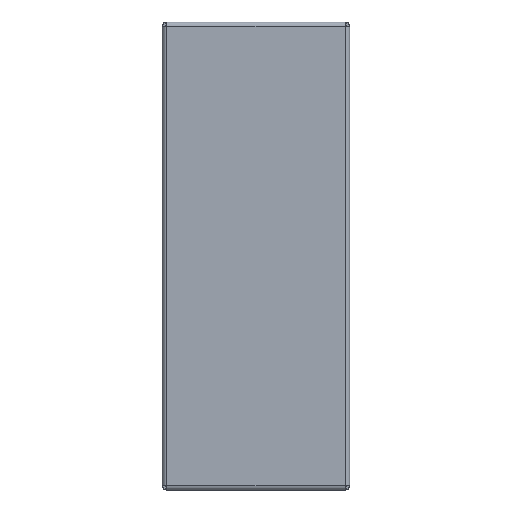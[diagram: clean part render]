
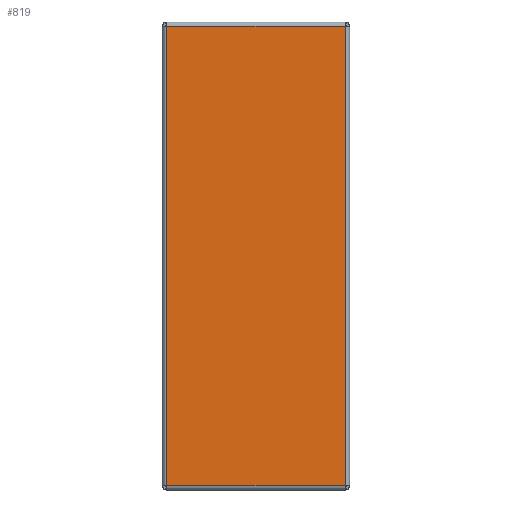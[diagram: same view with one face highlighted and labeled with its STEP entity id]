
A CAD part, front view. The second image highlights one B-rep face of the part: STEP entity #819.
In plain terms, the highlighted planar face has unit normal (0, -1, 0).
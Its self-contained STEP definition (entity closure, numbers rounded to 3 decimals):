
#819 = ADVANCED_FACE( '', ( #1683 ), #1684, .T. );
#1683 = FACE_OUTER_BOUND( '', #9978, .T. );
#1684 = PLANE( '', #9979 );
#9978 = EDGE_LOOP( '', ( #12473, #12474, #12475, #12476 ) );
#9979 = AXIS2_PLACEMENT_3D( '', #12477, #12478, #12479 );
#12473 = ORIENTED_EDGE( '', *, *, #12777, .T. );
#12474 = ORIENTED_EDGE( '', *, *, #13260, .T. );
#12475 = ORIENTED_EDGE( '', *, *, #12973, .T. );
#12476 = ORIENTED_EDGE( '', *, *, #13065, .T. );
#12477 = CARTESIAN_POINT( '', ( 0., 0., 0. ) );
#12478 = DIRECTION( '', ( 0., -1., 0. ) );
#12479 = DIRECTION( '', ( 0., 0., -1. ) );
#12777 = EDGE_CURVE( '', #13716, #13720, #13722, .T. );
#12973 = EDGE_CURVE( '', #13816, #13737, #14024, .T. );
#13065 = EDGE_CURVE( '', #13737, #13716, #14148, .T. );
#13260 = EDGE_CURVE( '', #13720, #13816, #14397, .T. );
#13716 = VERTEX_POINT( '', #15190 );
#13720 = VERTEX_POINT( '', #15206 );
#13722 = LINE( '', #15217, #15218 );
#13737 = VERTEX_POINT( '', #15242 );
#13816 = VERTEX_POINT( '', #15428 );
#14024 = LINE( '', #15936, #15937 );
#14148 = LINE( '', #16409, #16410 );
#14397 = LINE( '', #17168, #17169 );
#15190 = CARTESIAN_POINT( '', ( -72.72, 0., -187.02 ) );
#15206 = CARTESIAN_POINT( '', ( 72.72, 0., -187.02 ) );
#15217 = CARTESIAN_POINT( '', ( 72.72, 0., -187.02 ) );
#15218 = VECTOR( '', #17865, 1000. );
#15242 = CARTESIAN_POINT( '', ( -72.72, 0., 187.02 ) );
#15428 = CARTESIAN_POINT( '', ( 72.72, 0., 187.02 ) );
#15936 = CARTESIAN_POINT( '', ( -72.72, 0., 187.02 ) );
#15937 = VECTOR( '', #18048, 1000. );
#16409 = CARTESIAN_POINT( '', ( -72.72, 0., 190.5 ) );
#16410 = VECTOR( '', #18109, 1000. );
#17168 = CARTESIAN_POINT( '', ( 72.72, 0., -190.5 ) );
#17169 = VECTOR( '', #18267, 1000. );
#17865 = DIRECTION( '', ( 1., 0., 0. ) );
#18048 = DIRECTION( '', ( -1., 0., 0. ) );
#18109 = DIRECTION( '', ( 0., 0., -1. ) );
#18267 = DIRECTION( '', ( 0., 0., 1. ) );
